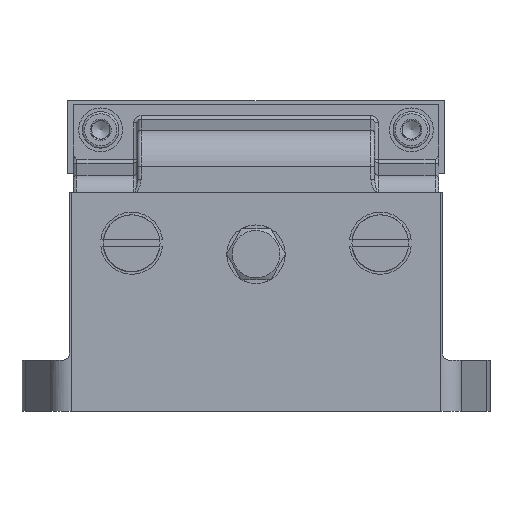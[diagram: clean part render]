
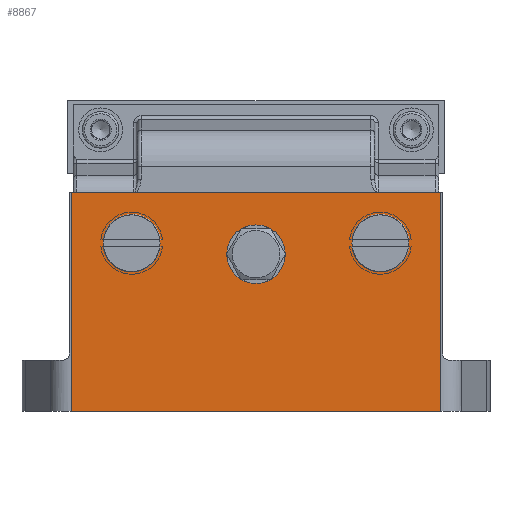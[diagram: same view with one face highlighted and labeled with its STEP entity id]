
A CAD part, left-side view. The second image highlights one B-rep face of the part: STEP entity #8867.
In plain terms, the highlighted planar face has unit normal (-1, 0, 0).
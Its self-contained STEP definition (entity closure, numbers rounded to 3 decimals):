
#7194=FACE_BOUND('',#11072,.T.);
#7195=FACE_BOUND('',#11073,.T.);
#7196=FACE_BOUND('',#11074,.T.);
#7197=FACE_BOUND('',#11075,.T.);
#7994=CIRCLE('',#22212,8.);
#7995=CIRCLE('',#22213,7.75);
#7996=CIRCLE('',#22214,7.75);
#8867=ADVANCED_FACE('',(#7194,#7195,#7196,#7197),#9328,.T.);
#9328=PLANE('',#22215);
#11072=EDGE_LOOP('',(#14742));
#11073=EDGE_LOOP('',(#14743));
#11074=EDGE_LOOP('',(#14744));
#11075=EDGE_LOOP('',(#14745,#14746,#14747,#14748));
#14742=ORIENTED_EDGE('',*,*,#18299,.T.);
#14743=ORIENTED_EDGE('',*,*,#18300,.F.);
#14744=ORIENTED_EDGE('',*,*,#18301,.F.);
#14745=ORIENTED_EDGE('',*,*,#18289,.T.);
#14746=ORIENTED_EDGE('',*,*,#18302,.T.);
#14747=ORIENTED_EDGE('',*,*,#18303,.T.);
#14748=ORIENTED_EDGE('',*,*,#18304,.T.);
#16362=VERTEX_POINT('',#31387);
#16363=VERTEX_POINT('',#31389);
#16370=VERTEX_POINT('',#31408);
#16371=VERTEX_POINT('',#31410);
#16372=VERTEX_POINT('',#31412);
#16373=VERTEX_POINT('',#31414);
#16374=VERTEX_POINT('',#31416);
#18289=EDGE_CURVE('',#16363,#16362,#19450,.T.);
#18299=EDGE_CURVE('',#16370,#16370,#7994,.T.);
#18300=EDGE_CURVE('',#16371,#16371,#7995,.T.);
#18301=EDGE_CURVE('',#16372,#16372,#7996,.T.);
#18302=EDGE_CURVE('',#16362,#16373,#19456,.T.);
#18303=EDGE_CURVE('',#16373,#16374,#19457,.T.);
#18304=EDGE_CURVE('',#16374,#16363,#19458,.T.);
#19450=LINE('',#31388,#20535);
#19456=LINE('',#31413,#20541);
#19457=LINE('',#31415,#20542);
#19458=LINE('',#31417,#20543);
#20535=VECTOR('',#26420,1.);
#20541=VECTOR('',#26444,1.);
#20542=VECTOR('',#26445,1.);
#20543=VECTOR('',#26446,1.);
#22212=AXIS2_PLACEMENT_3D('',#31407,#26438,#26439);
#22213=AXIS2_PLACEMENT_3D('',#31409,#26440,#26441);
#22214=AXIS2_PLACEMENT_3D('',#31411,#26442,#26443);
#22215=AXIS2_PLACEMENT_3D('',#31418,#26447,#26448);
#26420=DIRECTION('',(0.,-1.,0.));
#26438=DIRECTION('',(1.,0.,0.));
#26439=DIRECTION('',(0.,0.,-1.));
#26440=DIRECTION('',(-1.,0.,0.));
#26441=DIRECTION('',(0.,0.,1.));
#26442=DIRECTION('',(-1.,0.,0.));
#26443=DIRECTION('',(0.,0.,1.));
#26444=DIRECTION('',(0.,0.,1.));
#26445=DIRECTION('',(0.,1.,0.));
#26446=DIRECTION('',(0.,0.,-1.));
#26447=DIRECTION('',(-1.,0.,0.));
#26448=DIRECTION('',(0.,0.,1.));
#31387=CARTESIAN_POINT('',(0.,13.464,-2.));
#31388=CARTESIAN_POINT('',(0.,64.,-2.));
#31389=CARTESIAN_POINT('',(0.,114.536,-2.));
#31407=CARTESIAN_POINT('',(0.,64.,41.));
#31408=CARTESIAN_POINT('',(0.,64.,33.));
#31409=CARTESIAN_POINT('',(0.,98.,44.));
#31410=CARTESIAN_POINT('',(0.,98.,51.75));
#31411=CARTESIAN_POINT('',(0.,30.,44.));
#31412=CARTESIAN_POINT('',(0.,30.,51.75));
#31413=CARTESIAN_POINT('',(0.,13.464,-2.));
#31414=CARTESIAN_POINT('',(0.,13.464,58.));
#31415=CARTESIAN_POINT('',(0.,13.,58.));
#31416=CARTESIAN_POINT('',(0.,114.536,58.));
#31417=CARTESIAN_POINT('',(0.,114.536,-2.));
#31418=CARTESIAN_POINT('',(0.,64.,-2.));
